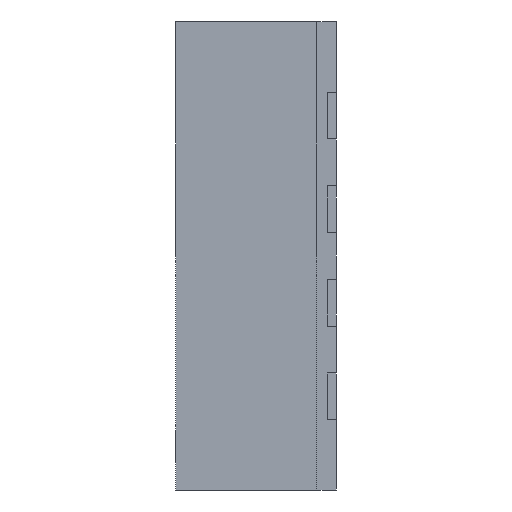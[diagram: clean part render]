
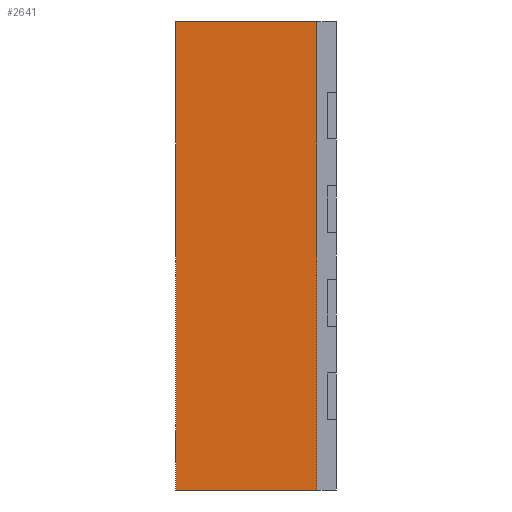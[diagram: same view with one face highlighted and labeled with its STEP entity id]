
A CAD part, left-side view. The second image highlights one B-rep face of the part: STEP entity #2641.
In plain terms, the highlighted planar face has unit normal (-1, 0, 0).
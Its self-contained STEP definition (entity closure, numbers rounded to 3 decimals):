
#7 = DIRECTION ( 'NONE',  ( 0., 0., -1. ) ) ;
#373 = CARTESIAN_POINT ( 'NONE',  ( -1.5, 0.105, 1.25 ) ) ;
#402 = DIRECTION ( 'NONE',  ( 0., 1., 0. ) ) ;
#478 = LINE ( 'NONE', #885, #3142 ) ;
#689 = EDGE_CURVE ( 'NONE', #3141, #4229, #2685, .T. ) ;
#885 = CARTESIAN_POINT ( 'NONE',  ( -1.5, -3.905, 1.25 ) ) ;
#975 = CARTESIAN_POINT ( 'NONE',  ( -1.5, 0.86, -1.25 ) ) ;
#1107 = PLANE ( 'NONE',  #4600 ) ;
#1111 = DIRECTION ( 'NONE',  ( 0., 0., 1. ) ) ;
#1159 = ORIENTED_EDGE ( 'NONE', *, *, #689, .F. ) ;
#1167 = EDGE_CURVE ( 'NONE', #1969, #3141, #3850, .T. ) ;
#1372 = CARTESIAN_POINT ( 'NONE',  ( -1.5, 0.105, 1.25 ) ) ;
#1465 = EDGE_CURVE ( 'NONE', #4229, #3463, #3414, .T. ) ;
#1466 = DIRECTION ( 'NONE',  ( -1., 0., 0. ) ) ;
#1814 = CARTESIAN_POINT ( 'NONE',  ( -1.5, -3.905, 1.25 ) ) ;
#1870 = FACE_OUTER_BOUND ( 'NONE', #2747, .T. ) ;
#1969 = VERTEX_POINT ( 'NONE', #1372 ) ;
#2063 = CARTESIAN_POINT ( 'NONE',  ( -1.5, 0.86, 1.25 ) ) ;
#2185 = ORIENTED_EDGE ( 'NONE', *, *, #1465, .F. ) ;
#2214 = EDGE_CURVE ( 'NONE', #1969, #3463, #478, .T. ) ;
#2228 = DIRECTION ( 'NONE',  ( 0., 1., 0. ) ) ;
#2253 = CARTESIAN_POINT ( 'NONE',  ( -1.5, -3.905, -1.25 ) ) ;
#2401 = ORIENTED_EDGE ( 'NONE', *, *, #1167, .F. ) ;
#2573 = CARTESIAN_POINT ( 'NONE',  ( -1.5, 0.105, -1.25 ) ) ;
#2641 = ADVANCED_FACE ( 'NONE', ( #1870 ), #1107, .T. ) ;
#2685 = LINE ( 'NONE', #2253, #2896 ) ;
#2747 = EDGE_LOOP ( 'NONE', ( #2401, #4579, #2185, #1159 ) ) ;
#2896 = VECTOR ( 'NONE', #2228, 1000. ) ;
#3141 = VERTEX_POINT ( 'NONE', #2573 ) ;
#3142 = VECTOR ( 'NONE', #402, 1000. ) ;
#3414 = LINE ( 'NONE', #4966, #4923 ) ;
#3463 = VERTEX_POINT ( 'NONE', #2063 ) ;
#3850 = LINE ( 'NONE', #373, #4458 ) ;
#4229 = VERTEX_POINT ( 'NONE', #975 ) ;
#4458 = VECTOR ( 'NONE', #7, 1000. ) ;
#4579 = ORIENTED_EDGE ( 'NONE', *, *, #2214, .T. ) ;
#4600 = AXIS2_PLACEMENT_3D ( 'NONE', #1814, #1466, #4889 ) ;
#4889 = DIRECTION ( 'NONE',  ( 0., 0., 1. ) ) ;
#4923 = VECTOR ( 'NONE', #1111, 1000. ) ;
#4966 = CARTESIAN_POINT ( 'NONE',  ( -1.5, 0.86, 1.25 ) ) ;
